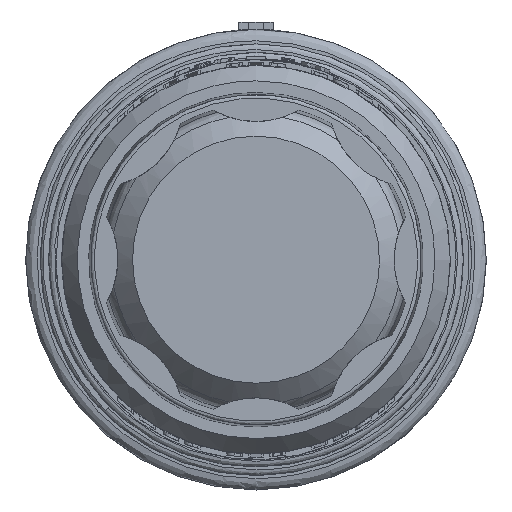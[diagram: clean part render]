
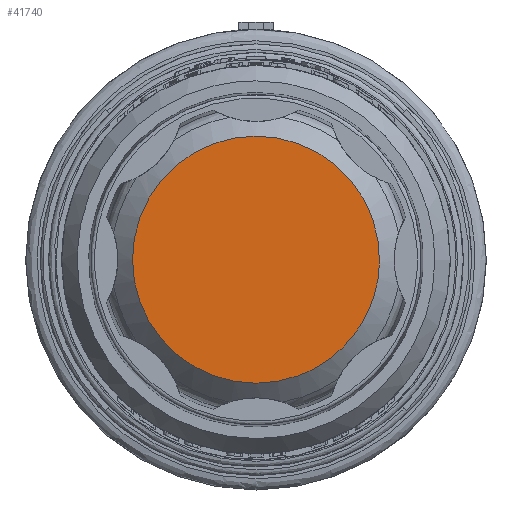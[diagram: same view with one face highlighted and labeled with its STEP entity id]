
A CAD part, left-side view. The second image highlights one B-rep face of the part: STEP entity #41740.
In plain terms, the highlighted planar face has unit normal (-1, 0, 0).
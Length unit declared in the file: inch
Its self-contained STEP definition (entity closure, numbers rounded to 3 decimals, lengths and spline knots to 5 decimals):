
#385 = CARTESIAN_POINT ( 'NONE',  ( -3.41819, 0.51465, 0.43176 ) ) ;
#565 = CARTESIAN_POINT ( 'NONE',  ( -3.41819, 0.46458, -0.48522 ) ) ;
#745 = CARTESIAN_POINT ( 'NONE',  ( -3.41819, 0.01077, 0.67173 ) ) ;
#3621 = CARTESIAN_POINT ( 'NONE',  ( -3.41819, -0.6632, 0.13018 ) ) ;
#4101 = CARTESIAN_POINT ( 'NONE',  ( -3.41819, 0.32306, -0.58899 ) ) ;
#4297 = CARTESIAN_POINT ( 'NONE',  ( -3.41819, 0.56653, 0.36099 ) ) ;
#4318 = CARTESIAN_POINT ( 'NONE',  ( -3.41819, -0.63594, 0.21198 ) ) ;
#8128 = B_SPLINE_CURVE_WITH_KNOTS ( 'NONE', 3,
 ( #25330, #38406, #17510, #38031, #34298, #29626, #21774, #25884, #50878, #4101, #47338, #55387, #565, #51612, #8406, #21402, #13240, #16792, #51259, #26055, #38583, #38207, #46619, #42695, #21582, #8605, #4297, #385, #12513, #21041, #30180, #17167, #16970, #8770 ),
 .UNSPECIFIED., .F., .F.,
 ( 4, 2, 2, 2, 2, 2, 2, 2, 2, 2, 2, 2, 2, 2, 2, 2, 4 ),
 ( 0., 0.0625, 0.125, 0.1875, 0.25, 0.3125, 0.375, 0.4375, 0.5, 0.5625, 0.625, 0.6875, 0.75, 0.8125, 0.875, 0.9375, 1. ),
 .UNSPECIFIED. ) ;
#8236 = VERTEX_POINT ( 'NONE', #30210 ) ;
#8406 = CARTESIAN_POINT ( 'NONE',  ( -3.41819, 0.55032, -0.38526 ) ) ;
#8428 = CARTESIAN_POINT ( 'NONE',  ( -3.41819, -0.53287, 0.40913 ) ) ;
#8605 = CARTESIAN_POINT ( 'NONE',  ( -3.41819, 0.58899, 0.32306 ) ) ;
#8770 = CARTESIAN_POINT ( 'NONE',  ( -3.41819, 0.22927, 0.62991 ) ) ;
#8789 = CARTESIAN_POINT ( 'NONE',  ( -3.41819, -0.20924, 0.63841 ) ) ;
#9507 = B_SPLINE_CURVE_WITH_KNOTS ( 'NONE', 3,
 ( #17528, #38766, #38961, #47356, #745, #51099, #17193, #8789, #25526, #21415, #21799, #29847, #51636, #8428, #38233, #26067, #25720, #4318 ),
 .UNSPECIFIED., .F., .F.,
 ( 4, 2, 2, 2, 2, 2, 2, 2, 4 ),
 ( 0., 0.125, 0.25, 0.375, 0.5, 0.625, 0.75, 0.875, 1. ),
 .UNSPECIFIED. ) ;
#9794 = ORIENTED_EDGE ( 'NONE', *, *, #33188, .F. ) ;
#11307 = EDGE_CURVE ( 'NONE', #53968, #11537, #8128, .T. ) ;
#11537 = VERTEX_POINT ( 'NONE', #31453 ) ;
#12513 = CARTESIAN_POINT ( 'NONE',  ( -3.41819, 0.48522, 0.46458 ) ) ;
#12658 = PLANE ( 'NONE',  #33339 ) ;
#13103 = B_SPLINE_CURVE_WITH_KNOTS ( 'NONE', 3,
 ( #16127, #3621, #15589, #20375, #24659, #28938, #16323, #24111, #36995, #28402 ),
 .UNSPECIFIED., .F., .F.,
 ( 4, 2, 2, 2, 4 ),
 ( 0., 0.25, 0.5, 0.75, 1. ),
 .UNSPECIFIED. ) ;
#13240 = CARTESIAN_POINT ( 'NONE',  ( -3.41819, 0.6149, -0.2705 ) ) ;
#15589 = CARTESIAN_POINT ( 'NONE',  ( -3.41819, -0.67448, 0.04309 ) ) ;
#16005 = EDGE_LOOP ( 'NONE', ( #16707, #17607, #9794 ) ) ;
#16127 = CARTESIAN_POINT ( 'NONE',  ( -3.41819, -0.63594, 0.21198 ) ) ;
#16323 = CARTESIAN_POINT ( 'NONE',  ( -3.41819, -0.51345, -0.43949 ) ) ;
#16707 = ORIENTED_EDGE ( 'NONE', *, *, #43041, .F. ) ;
#16792 = CARTESIAN_POINT ( 'NONE',  ( -3.41819, 0.64491, -0.18804 ) ) ;
#16970 = CARTESIAN_POINT ( 'NONE',  ( -3.41819, 0.2705, 0.6149 ) ) ;
#17167 = CARTESIAN_POINT ( 'NONE',  ( -3.41819, 0.31024, 0.59584 ) ) ;
#17193 = CARTESIAN_POINT ( 'NONE',  ( -3.41819, -0.12274, 0.66051 ) ) ;
#17510 = CARTESIAN_POINT ( 'NONE',  ( -3.41819, -0.14534, -0.65586 ) ) ;
#17528 = CARTESIAN_POINT ( 'NONE',  ( -3.41819, 0.22927, 0.62991 ) ) ;
#17607 = ORIENTED_EDGE ( 'NONE', *, *, #11307, .F. ) ;
#20375 = CARTESIAN_POINT ( 'NONE',  ( -3.41819, -0.66343, -0.129 ) ) ;
#21041 = CARTESIAN_POINT ( 'NONE',  ( -3.41819, 0.42052, 0.52386 ) ) ;
#21402 = CARTESIAN_POINT ( 'NONE',  ( -3.41819, 0.59584, -0.31024 ) ) ;
#21415 = CARTESIAN_POINT ( 'NONE',  ( -3.41819, -0.33176, 0.58419 ) ) ;
#21582 = CARTESIAN_POINT ( 'NONE',  ( -3.41819, 0.62607, 0.24353 ) ) ;
#21774 = CARTESIAN_POINT ( 'NONE',  ( -3.41819, 0.11671, -0.66155 ) ) ;
#21799 = CARTESIAN_POINT ( 'NONE',  ( -3.41819, -0.37001, 0.56075 ) ) ;
#24111 = CARTESIAN_POINT ( 'NONE',  ( -3.41819, -0.38552, -0.55512 ) ) ;
#24659 = CARTESIAN_POINT ( 'NONE',  ( -3.41819, -0.64111, -0.21393 ) ) ;
#25330 = CARTESIAN_POINT ( 'NONE',  ( -3.41819, -0.22927, -0.62991 ) ) ;
#25526 = CARTESIAN_POINT ( 'NONE',  ( -3.41819, -0.25137, 0.62302 ) ) ;
#25720 = CARTESIAN_POINT ( 'NONE',  ( -3.41819, -0.62182, 0.25432 ) ) ;
#25884 = CARTESIAN_POINT ( 'NONE',  ( -3.41819, 0.20195, -0.6407 ) ) ;
#26055 = CARTESIAN_POINT ( 'NONE',  ( -3.41819, 0.66921, -0.05861 ) ) ;
#26067 = CARTESIAN_POINT ( 'NONE',  ( -3.41819, -0.60346, 0.29525 ) ) ;
#26391 = DIRECTION ( 'NONE',  ( 0., 0., 1. ) ) ;
#28402 = CARTESIAN_POINT ( 'NONE',  ( -3.41819, -0.22927, -0.62991 ) ) ;
#28938 = CARTESIAN_POINT ( 'NONE',  ( -3.41819, -0.5661, -0.3692 ) ) ;
#29626 = CARTESIAN_POINT ( 'NONE',  ( -3.41819, 0.07307, -0.66778 ) ) ;
#29847 = CARTESIAN_POINT ( 'NONE',  ( -3.41819, -0.44109, 0.50674 ) ) ;
#30180 = CARTESIAN_POINT ( 'NONE',  ( -3.41819, 0.38526, 0.55032 ) ) ;
#30210 = CARTESIAN_POINT ( 'NONE',  ( -3.41819, -0.63594, 0.21198 ) ) ;
#31453 = CARTESIAN_POINT ( 'NONE',  ( -3.41819, 0.22927, 0.62991 ) ) ;
#32011 = FACE_OUTER_BOUND ( 'NONE', #16005, .T. ) ;
#33188 = EDGE_CURVE ( 'NONE', #8236, #53968, #13103, .T. ) ;
#33339 = AXIS2_PLACEMENT_3D ( 'NONE', #42671, #38560, #26391 ) ;
#34298 = CARTESIAN_POINT ( 'NONE',  ( -3.41819, -0.01459, -0.67161 ) ) ;
#36995 = CARTESIAN_POINT ( 'NONE',  ( -3.41819, -0.31029, -0.60042 ) ) ;
#38031 = CARTESIAN_POINT ( 'NONE',  ( -3.41819, -0.05861, -0.66921 ) ) ;
#38207 = CARTESIAN_POINT ( 'NONE',  ( -3.41819, 0.66778, 0.07307 ) ) ;
#38233 = CARTESIAN_POINT ( 'NONE',  ( -3.41819, -0.55899, 0.37266 ) ) ;
#38406 = CARTESIAN_POINT ( 'NONE',  ( -3.41819, -0.18804, -0.64491 ) ) ;
#38560 = DIRECTION ( 'NONE',  ( -1., 0., 0. ) ) ;
#38583 = CARTESIAN_POINT ( 'NONE',  ( -3.41819, 0.67161, -0.01459 ) ) ;
#38766 = CARTESIAN_POINT ( 'NONE',  ( -3.41819, 0.18732, 0.64518 ) ) ;
#38961 = CARTESIAN_POINT ( 'NONE',  ( -3.41819, 0.14385, 0.65624 ) ) ;
#41740 = ADVANCED_FACE ( 'F', ( #32011 ), #12658, .T. ) ;
#42671 = CARTESIAN_POINT ( 'NONE',  ( -3.41819, 0., -0.21875 ) ) ;
#42695 = CARTESIAN_POINT ( 'NONE',  ( -3.41819, 0.6407, 0.20195 ) ) ;
#43041 = EDGE_CURVE ( 'NONE', #11537, #8236, #9507, .T. ) ;
#46619 = CARTESIAN_POINT ( 'NONE',  ( -3.41819, 0.66155, 0.11671 ) ) ;
#47338 = CARTESIAN_POINT ( 'NONE',  ( -3.41819, 0.36099, -0.56653 ) ) ;
#47356 = CARTESIAN_POINT ( 'NONE',  ( -3.41819, 0.05557, 0.66952 ) ) ;
#50116 = CARTESIAN_POINT ( 'NONE',  ( -3.41819, -0.22927, -0.62991 ) ) ;
#50878 = CARTESIAN_POINT ( 'NONE',  ( -3.41819, 0.24353, -0.62607 ) ) ;
#51099 = CARTESIAN_POINT ( 'NONE',  ( -3.41819, -0.07839, 0.66723 ) ) ;
#51259 = CARTESIAN_POINT ( 'NONE',  ( -3.41819, 0.65586, -0.14534 ) ) ;
#51612 = CARTESIAN_POINT ( 'NONE',  ( -3.41819, 0.52386, -0.42052 ) ) ;
#51636 = CARTESIAN_POINT ( 'NONE',  ( -3.41819, -0.47392, 0.47617 ) ) ;
#53968 = VERTEX_POINT ( 'NONE', #50116 ) ;
#55387 = CARTESIAN_POINT ( 'NONE',  ( -3.41819, 0.43176, -0.51465 ) ) ;
